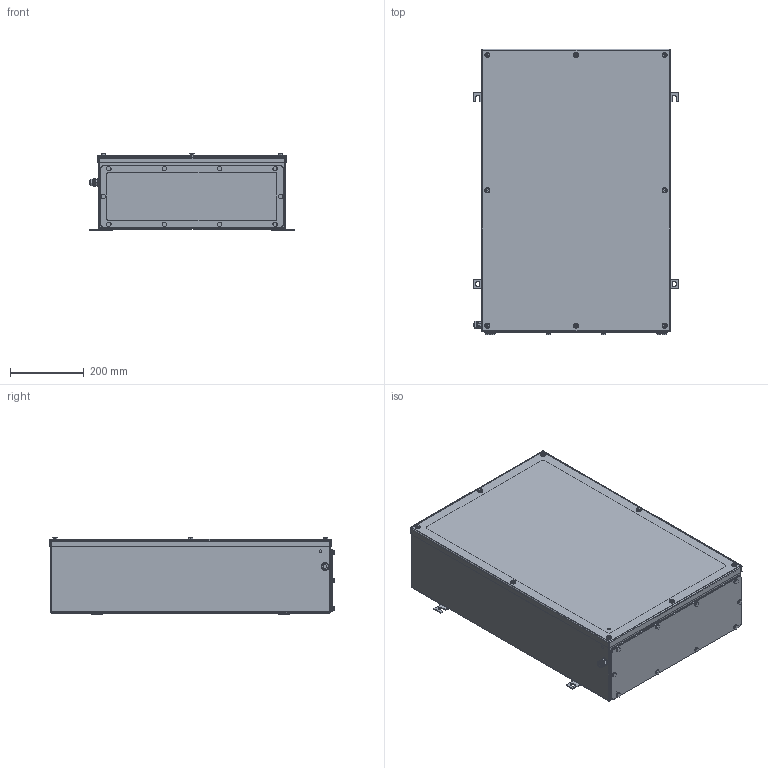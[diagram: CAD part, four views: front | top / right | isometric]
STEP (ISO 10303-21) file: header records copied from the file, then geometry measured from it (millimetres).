
FILE_DESCRIPTION(('CATIA V5 STEP Exchange','CAx-IF Rec.Pracs.--- Model Styling and Organization---1.4--- 2014-01-23'),'2;1');
FILE_NAME ('008695-4_3_1196560000_1196560000.stp','2019-09-25T09:13:50+00:00',('none'),('Weidmueller'),'CATIA Version 5-6 Release 2016 SP3 HF44','CATIA V5 STEP AP214','none');
FILE_SCHEMA(('AUTOMOTIVE_DESIGN { 1 0 10303 214 1 1 1 1 }'));
Length unit declared in the file: millimetre
Products named in the file (1): Product6_AllCATPart
Bounding box: 559 x 775.5 x 208.5 mm (x, y, z)
Volume: 2529002.2 mm3; surface area: 3050747.6 mm2
Topology: 79 solids, 79 shells, 1693 faces, 3890 edges, 2397 vertices
Faces by surface type: cylinder 688, plane 567, cone 366, torus 56, sphere 16
Entity records: 45063 total; most frequent: CARTESIAN_POINT 9501, ORIENTED_EDGE 7640, DIRECTION 5907, EDGE_CURVE 3820, AXIS2_PLACEMENT_3D 2880, VERTEX_POINT 2397, EDGE_LOOP 1953, VECTOR 1826
